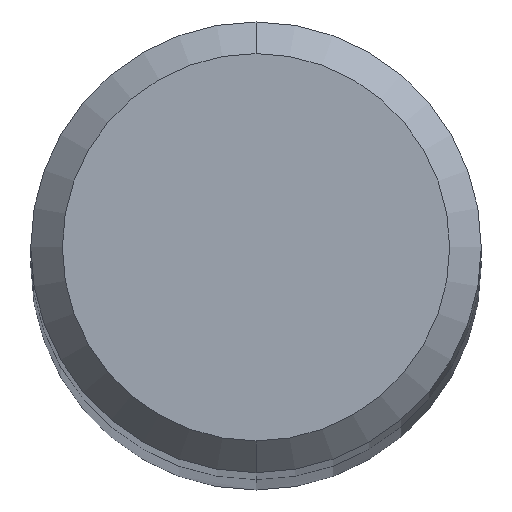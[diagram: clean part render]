
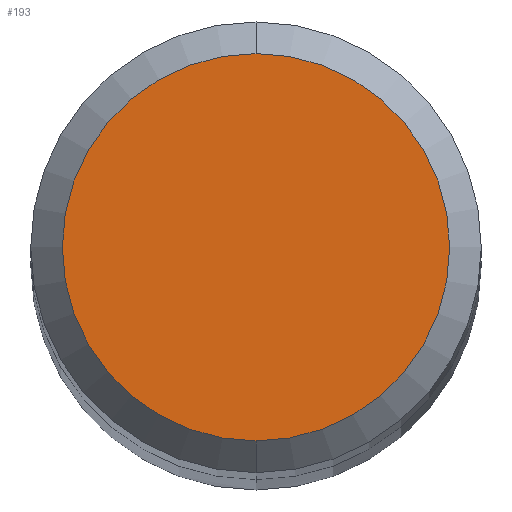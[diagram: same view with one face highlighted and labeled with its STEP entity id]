
A CAD part, top view. The second image highlights one B-rep face of the part: STEP entity #193.
In plain terms, the highlighted planar face has unit normal (0, 0, 1).
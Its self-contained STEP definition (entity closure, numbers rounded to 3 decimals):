
#193=ADVANCED_FACE('',(#455),#456,.T.);
#313=VERTEX_POINT('',#589);
#319=VERTEX_POINT('',#596);
#325=EDGE_CURVE('',#319,#313,#603,.T.);
#331=EDGE_CURVE('',#313,#319,#609,.T.);
#455=FACE_OUTER_BOUND('',#744,.T.);
#456=PLANE('',#745);
#589=CARTESIAN_POINT('',(0.,-2.45,48.0));
#596=CARTESIAN_POINT('',(0.0,2.45,48.0));
#603=CIRCLE('',#1086,2.45);
#609=CIRCLE('',#1093,2.45);
#744=EDGE_LOOP('',(#1319,#1320));
#745=AXIS2_PLACEMENT_3D('',#1321,#1322,#1323);
#1086=AXIS2_PLACEMENT_3D('',#1486,#1487,#1488);
#1093=AXIS2_PLACEMENT_3D('',#1489,#1490,#1491);
#1319=ORIENTED_EDGE('',*,*,#325,.F.);
#1320=ORIENTED_EDGE('',*,*,#331,.F.);
#1321=CARTESIAN_POINT('',(0.0,1.225,48.0));
#1322=DIRECTION('',(0.0,0.0,1.0));
#1323=DIRECTION('',(0.0,-1.0,0.0));
#1486=CARTESIAN_POINT('',(0.0,0.0,48.0));
#1487=DIRECTION('',(0.0,0.0,-1.0));
#1488=DIRECTION('',(0.0,1.0,0.0));
#1489=CARTESIAN_POINT('',(0.0,0.0,48.0));
#1490=DIRECTION('',(0.0,0.0,-1.0));
#1491=DIRECTION('',(0.0,1.0,0.0));
